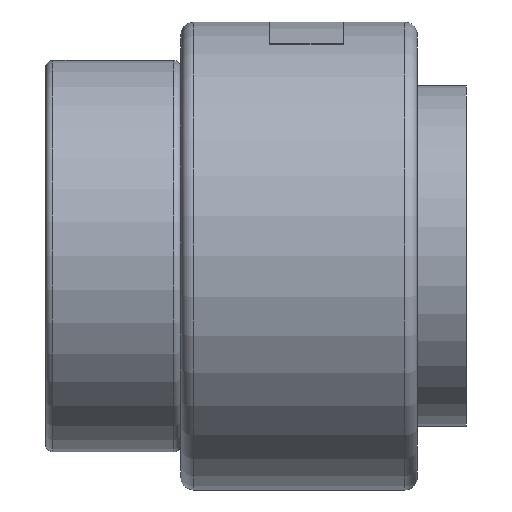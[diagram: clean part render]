
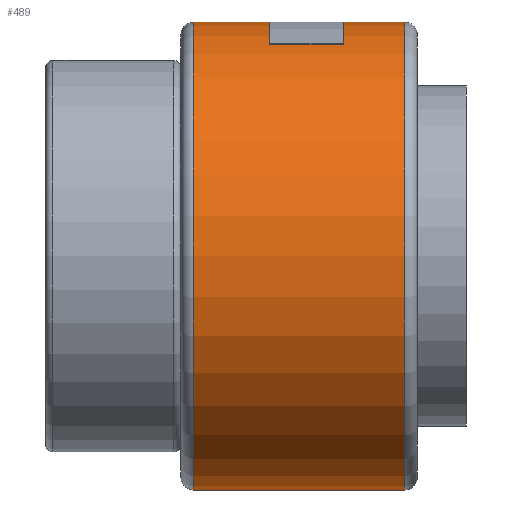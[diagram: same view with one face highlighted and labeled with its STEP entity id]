
A CAD part, left-side view. The second image highlights one B-rep face of the part: STEP entity #489.
In plain terms, the highlighted cylindrical face has radius 95 mm (diameter 190 mm), a partial arc.
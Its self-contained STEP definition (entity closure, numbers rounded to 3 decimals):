
#139=CARTESIAN_POINT('',(0.,0.,-111.));
#140=DIRECTION('',(0.,0.,1.));
#141=DIRECTION('',(0.,1.,0.));
#142=AXIS2_PLACEMENT_3D('',#139,#140,#141);
#144=DIRECTION('',(0.,0.,1.));
#145=VECTOR('',#144,86.);
#146=CARTESIAN_POINT('',(0.,95.,-111.));
#147=LINE('',#146,#145);
#148=CARTESIAN_POINT('',(0.,0.,-25.));
#149=DIRECTION('',(0.,0.,1.));
#150=DIRECTION('',(0.,1.,0.));
#151=AXIS2_PLACEMENT_3D('',#148,#149,#150);
#153=DIRECTION('',(0.,0.,1.));
#154=VECTOR('',#153,86.);
#155=CARTESIAN_POINT('',(0.,-95.,-111.));
#156=LINE('',#155,#154);
#250=CARTESIAN_POINT('',(0.,95.,-111.));
#251=CARTESIAN_POINT('',(0.,-95.,-111.));
#252=VERTEX_POINT('',#250);
#253=VERTEX_POINT('',#251);
#262=CARTESIAN_POINT('',(0.,95.,-25.));
#263=CARTESIAN_POINT('',(0.,-95.,-25.));
#264=VERTEX_POINT('',#262);
#265=VERTEX_POINT('',#263);
#475=CARTESIAN_POINT('',(0.,0.,6.8));
#476=DIRECTION('',(0.,0.,-1.));
#477=DIRECTION('',(0.,-1.,0.));
#478=AXIS2_PLACEMENT_3D('',#475,#476,#477);
#479=CYLINDRICAL_SURFACE('',#478,95.);
#480=ORIENTED_EDGE('',*,*,#465,.F.);
#482=ORIENTED_EDGE('',*,*,#481,.T.);
#484=ORIENTED_EDGE('',*,*,#483,.T.);
#486=ORIENTED_EDGE('',*,*,#485,.F.);
#487=EDGE_LOOP('',(#480,#482,#484,#486));
#488=FACE_OUTER_BOUND('',#487,.F.);
#489=ADVANCED_FACE('',(#488),#479,.T.);
#143=CIRCLE('',#142,95.);
#152=CIRCLE('',#151,95.);
#465=EDGE_CURVE('',#252,#253,#143,.T.);
#481=EDGE_CURVE('',#252,#264,#147,.T.);
#483=EDGE_CURVE('',#264,#265,#152,.T.);
#485=EDGE_CURVE('',#253,#265,#156,.T.);
